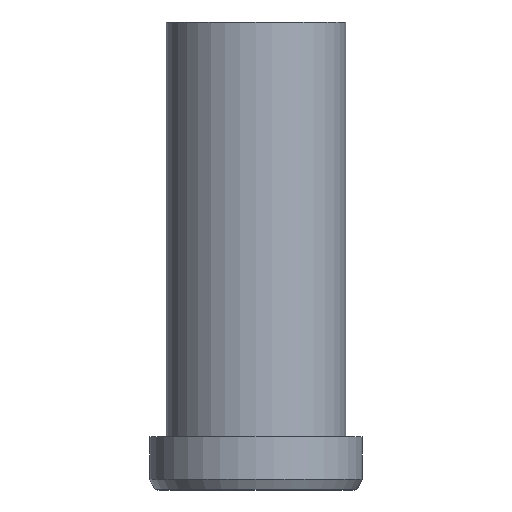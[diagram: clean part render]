
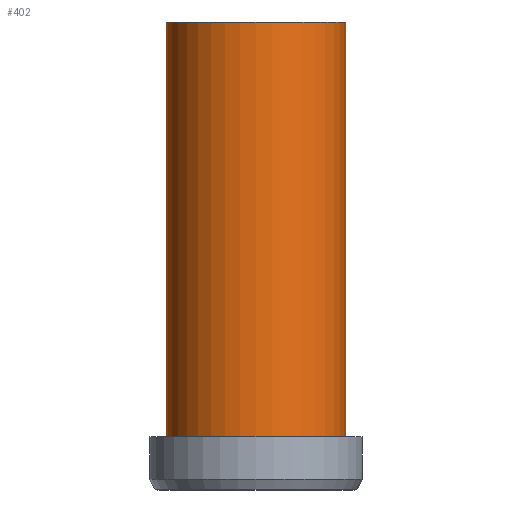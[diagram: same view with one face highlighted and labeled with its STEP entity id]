
A CAD part, left-side view. The second image highlights one B-rep face of the part: STEP entity #402.
In plain terms, the highlighted cylindrical face has radius 16 mm (diameter 32 mm), a partial arc.
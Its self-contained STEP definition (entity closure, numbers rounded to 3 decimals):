
#17=CARTESIAN_POINT('',(0.,0.,0.));
#18=DIRECTION('',(0.,0.,-1.));
#19=DIRECTION('',(0.,-1.,0.));
#20=AXIS2_PLACEMENT_3D('',#17,#18,#19);
#50=DIRECTION('',(0.,0.,-1.));
#51=VECTOR('',#50,74.);
#52=CARTESIAN_POINT('',(0.,-16.,0.));
#53=LINE('',#52,#51);
#57=DIRECTION('',(0.,0.,-1.));
#58=VECTOR('',#57,74.);
#59=CARTESIAN_POINT('',(0.,16.,0.));
#60=LINE('',#59,#58);
#88=CARTESIAN_POINT('',(0.,0.,-74.));
#89=DIRECTION('',(0.,0.,1.));
#90=DIRECTION('',(0.,1.,0.));
#91=AXIS2_PLACEMENT_3D('',#88,#89,#90);
#322=CARTESIAN_POINT('',(0.,-16.,0.));
#323=CARTESIAN_POINT('',(0.,16.,0.));
#324=VERTEX_POINT('',#322);
#325=VERTEX_POINT('',#323);
#330=CARTESIAN_POINT('',(0.,16.,-74.));
#331=VERTEX_POINT('',#330);
#332=CARTESIAN_POINT('',(0.,-16.,-74.));
#333=VERTEX_POINT('',#332);
#388=CARTESIAN_POINT('',(0.,0.,-87.675));
#389=DIRECTION('',(0.,0.,1.));
#390=DIRECTION('',(0.,1.,0.));
#391=AXIS2_PLACEMENT_3D('',#388,#389,#390);
#392=CYLINDRICAL_SURFACE('',#391,16.);
#394=ORIENTED_EDGE('',*,*,#393,.F.);
#395=ORIENTED_EDGE('',*,*,#375,.F.);
#397=ORIENTED_EDGE('',*,*,#396,.T.);
#399=ORIENTED_EDGE('',*,*,#398,.F.);
#400=EDGE_LOOP('',(#394,#395,#397,#399));
#401=FACE_OUTER_BOUND('',#400,.F.);
#21=CIRCLE('',#20,16.);
#92=CIRCLE('',#91,16.);
#375=EDGE_CURVE('',#324,#325,#21,.T.);
#393=EDGE_CURVE('',#325,#331,#60,.T.);
#396=EDGE_CURVE('',#324,#333,#53,.T.);
#398=EDGE_CURVE('',#331,#333,#92,.T.);
#402=ADVANCED_FACE('',(#401),#392,.T.);
